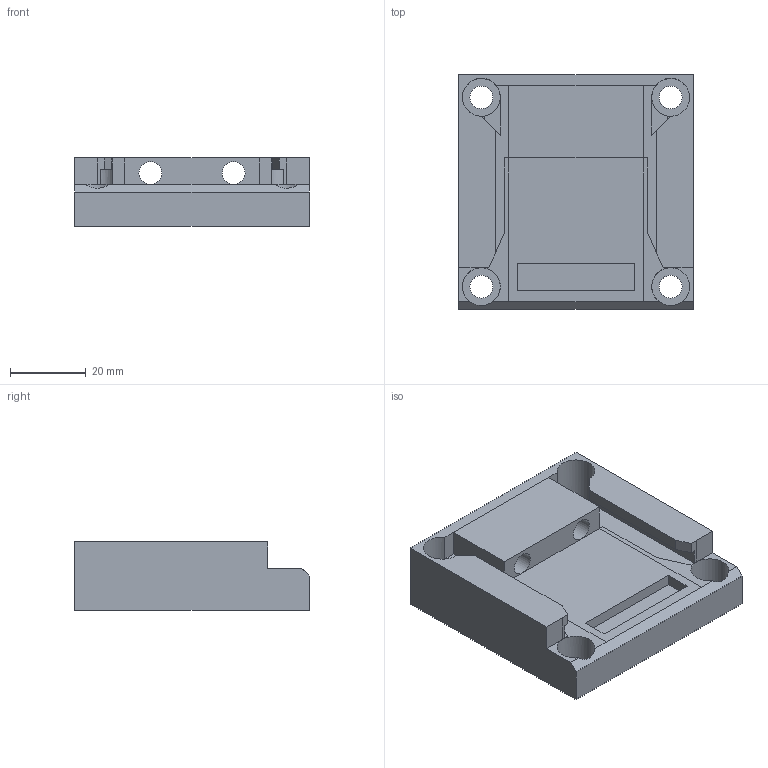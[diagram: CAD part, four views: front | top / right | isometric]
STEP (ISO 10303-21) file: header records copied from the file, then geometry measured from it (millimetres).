
FILE_DESCRIPTION(('FreeCAD Model'),'2;1');
FILE_NAME('battery_adapter_einhell_x-change.step','2020-01-19T20:54:22',('Author'),(''), 'Open CASCADE STEP processor 7.3','FreeCAD','Unknown');
FILE_SCHEMA(('AUTOMOTIVE_DESIGN { 1 0 10303 214 1 1 1 1 }'));
Length unit declared in the file: millimetre
Products named in the file (1): battery_adapter_einhell_x-change
Bounding box: 62 x 62 x 18 mm (x, y, z)
Volume: 47918 mm3; surface area: 15385.1 mm2
Topology: 1 solids, 1 shells, 59 faces, 161 edges, 103 vertices
Faces by surface type: plane 49, cylinder 10
Full cylindrical faces by diameter (mm): 6 x6, 10 x4
Entity records: 4071 total; most frequent: CARTESIAN_POINT 800, DIRECTION 615, LINE 407, VECTOR 407, ORIENTED_EDGE 322, PCURVE 322, DEFINITIONAL_REPRESENTATION 322, EDGE_CURVE 161
